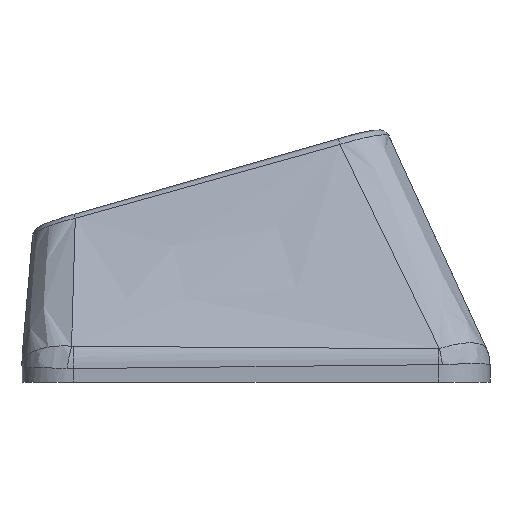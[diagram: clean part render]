
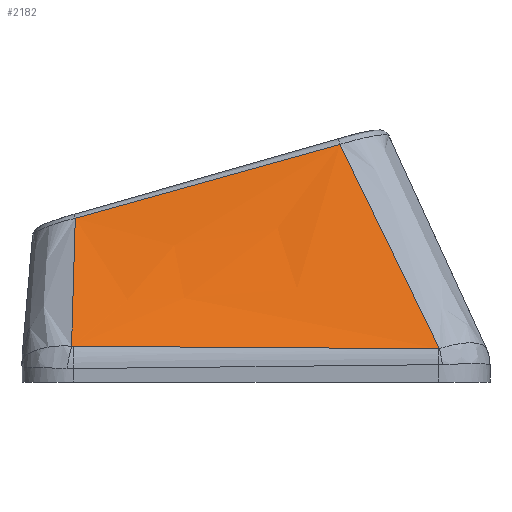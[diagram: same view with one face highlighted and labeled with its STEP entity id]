
A CAD part, left-side view. The second image highlights one B-rep face of the part: STEP entity #2182.
In plain terms, the highlighted free-form (B-spline) face has degree [3, 3] with [4, 4] control points.
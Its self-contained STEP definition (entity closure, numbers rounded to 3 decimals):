
#54=B_SPLINE_SURFACE_WITH_KNOTS('',3,3,((#5072,#5073,#5074,#5075),(#5076,
#5077,#5078,#5079),(#5080,#5081,#5082,#5083),(#5084,#5085,#5086,#5087)),
 .UNSPECIFIED.,.F.,.F.,.F.,(4,4),(4,4),(0.101,0.894),
(0.029,0.966),.UNSPECIFIED.);
#280=FACE_OUTER_BOUND('',#409,.T.);
#409=EDGE_LOOP('',(#1931,#1932,#1933,#1934,#1935,#1936));
#798=B_SPLINE_CURVE_WITH_KNOTS('',3,(#4592,#4593,#4594,#4595),
 .UNSPECIFIED.,.F.,.F.,(4,4),(0.,0.004),
 .UNSPECIFIED.);
#800=B_SPLINE_CURVE_WITH_KNOTS('',3,(#4619,#4620,#4621,#4622),
 .UNSPECIFIED.,.F.,.F.,(4,4),(0.,1.416),.UNSPECIFIED.);
#802=B_SPLINE_CURVE_WITH_KNOTS('',3,(#4646,#4647,#4648,#4649),
 .UNSPECIFIED.,.F.,.F.,(4,4),(0.,0.006),
 .UNSPECIFIED.);
#824=B_SPLINE_CURVE_WITH_KNOTS('',3,(#5062,#5063,#5064,#5065),
 .UNSPECIFIED.,.F.,.F.,(4,4),(-0.632,-0.023),
 .UNSPECIFIED.);
#826=B_SPLINE_CURVE_WITH_KNOTS('',3,(#5089,#5090,#5091,#5092),
 .UNSPECIFIED.,.F.,.F.,(4,4),(0.029,0.98),
 .UNSPECIFIED.);
#827=B_SPLINE_CURVE_WITH_KNOTS('',3,(#5093,#5094,#5095,#5096),
 .UNSPECIFIED.,.F.,.F.,(4,4),(-1.066,0.),.UNSPECIFIED.);
#1012=VERTEX_POINT('',#4551);
#1016=VERTEX_POINT('',#4585);
#1018=VERTEX_POINT('',#4612);
#1020=VERTEX_POINT('',#4639);
#1047=VERTEX_POINT('',#5061);
#1048=VERTEX_POINT('',#5088);
#1314=EDGE_CURVE('',#1012,#1016,#798,.T.);
#1317=EDGE_CURVE('',#1016,#1018,#800,.T.);
#1320=EDGE_CURVE('',#1018,#1020,#802,.T.);
#1361=EDGE_CURVE('',#1020,#1047,#824,.T.);
#1363=EDGE_CURVE('',#1048,#1012,#826,.T.);
#1364=EDGE_CURVE('',#1047,#1048,#827,.T.);
#1931=ORIENTED_EDGE('',*,*,#1320,.F.);
#1932=ORIENTED_EDGE('',*,*,#1317,.F.);
#1933=ORIENTED_EDGE('',*,*,#1314,.F.);
#1934=ORIENTED_EDGE('',*,*,#1363,.F.);
#1935=ORIENTED_EDGE('',*,*,#1364,.F.);
#1936=ORIENTED_EDGE('',*,*,#1361,.F.);
#2182=ADVANCED_FACE('',(#280),#54,.T.);
#4551=CARTESIAN_POINT('',(-25.615,-7.115,0.297));
#4585=CARTESIAN_POINT('',(-25.616,-7.076,0.294));
#4592=CARTESIAN_POINT('Ctrl Pts',(-25.615,-7.115,0.297));
#4593=CARTESIAN_POINT('Ctrl Pts',(-25.616,-7.102,0.295));
#4594=CARTESIAN_POINT('Ctrl Pts',(-25.616,-7.089,0.294));
#4595=CARTESIAN_POINT('Ctrl Pts',(-25.616,-7.076,0.294));
#4612=CARTESIAN_POINT('',(-25.474,7.094,0.389));
#4619=CARTESIAN_POINT('Ctrl Pts',(-25.616,-7.076,0.294));
#4620=CARTESIAN_POINT('Ctrl Pts',(-25.589,-2.354,0.32));
#4621=CARTESIAN_POINT('Ctrl Pts',(-25.552,2.368,0.352));
#4622=CARTESIAN_POINT('Ctrl Pts',(-25.474,7.094,0.389));
#4639=CARTESIAN_POINT('',(-25.469,7.158,0.395));
#4646=CARTESIAN_POINT('Ctrl Pts',(-25.474,7.094,0.389));
#4647=CARTESIAN_POINT('Ctrl Pts',(-25.474,7.115,0.389));
#4648=CARTESIAN_POINT('Ctrl Pts',(-25.472,7.137,0.391));
#4649=CARTESIAN_POINT('Ctrl Pts',(-25.469,7.158,0.395));
#5061=CARTESIAN_POINT('',(-21.991,7.013,5.357));
#5062=CARTESIAN_POINT('Ctrl Pts',(-25.469,7.158,0.395));
#5063=CARTESIAN_POINT('Ctrl Pts',(-24.302,7.09,2.045));
#5064=CARTESIAN_POINT('Ctrl Pts',(-23.143,7.038,3.7));
#5065=CARTESIAN_POINT('Ctrl Pts',(-21.991,7.013,5.357));
#5072=CARTESIAN_POINT('Ctrl Pts',(-21.972,-3.694,8.338));
#5073=CARTESIAN_POINT('Ctrl Pts',(-23.187,-4.835,5.656));
#5074=CARTESIAN_POINT('Ctrl Pts',(-24.401,-5.976,2.975));
#5075=CARTESIAN_POINT('Ctrl Pts',(-25.616,-7.117,0.294));
#5076=CARTESIAN_POINT('Ctrl Pts',(-21.972,-0.065,
7.337));
#5077=CARTESIAN_POINT('Ctrl Pts',(-23.187,-0.83,4.977));
#5078=CARTESIAN_POINT('Ctrl Pts',(-24.401,-1.594,2.618));
#5079=CARTESIAN_POINT('Ctrl Pts',(-25.616,-2.359,0.259));
#5080=CARTESIAN_POINT('Ctrl Pts',(-21.972,3.564,6.336));
#5081=CARTESIAN_POINT('Ctrl Pts',(-23.187,3.175,4.298));
#5082=CARTESIAN_POINT('Ctrl Pts',(-24.401,2.787,2.261));
#5083=CARTESIAN_POINT('Ctrl Pts',(-25.616,2.398,0.223));
#5084=CARTESIAN_POINT('Ctrl Pts',(-21.972,7.193,5.335));
#5085=CARTESIAN_POINT('Ctrl Pts',(-23.187,7.18,3.619));
#5086=CARTESIAN_POINT('Ctrl Pts',(-24.401,7.168,1.904));
#5087=CARTESIAN_POINT('Ctrl Pts',(-25.616,7.156,0.188));
#5088=CARTESIAN_POINT('',(-21.972,-3.254,8.216));
#5089=CARTESIAN_POINT('Ctrl Pts',(-21.972,-3.254,8.216));
#5090=CARTESIAN_POINT('Ctrl Pts',(-23.204,-4.554,5.588));
#5091=CARTESIAN_POINT('Ctrl Pts',(-24.414,-5.839,2.946));
#5092=CARTESIAN_POINT('Ctrl Pts',(-25.615,-7.115,0.297));
#5093=CARTESIAN_POINT('Ctrl Pts',(-21.991,7.013,5.357));
#5094=CARTESIAN_POINT('Ctrl Pts',(-21.988,3.588,6.3));
#5095=CARTESIAN_POINT('Ctrl Pts',(-21.979,0.166,7.256));
#5096=CARTESIAN_POINT('Ctrl Pts',(-21.972,-3.254,8.216));
